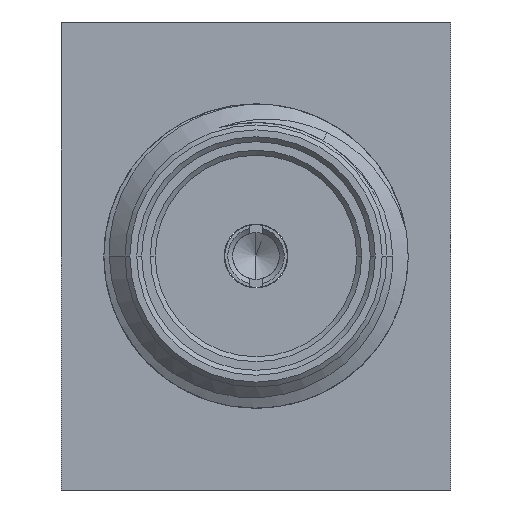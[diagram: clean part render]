
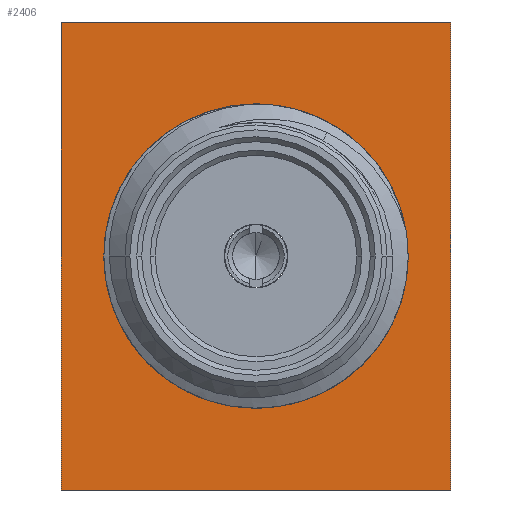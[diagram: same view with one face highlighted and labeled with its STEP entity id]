
A CAD part, left-side view. The second image highlights one B-rep face of the part: STEP entity #2406.
In plain terms, the highlighted planar face has unit normal (-1, 0, 0).
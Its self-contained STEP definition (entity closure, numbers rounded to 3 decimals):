
#277=DIRECTION('',(0.,0.,-1.));
#278=VECTOR('',#277,9.52);
#279=CARTESIAN_POINT('',(-1.25,3.96,4.76));
#280=LINE('',#279,#278);
#281=DIRECTION('',(0.,1.,0.));
#282=VECTOR('',#281,7.92);
#283=CARTESIAN_POINT('',(-1.25,-3.96,4.76));
#284=LINE('',#283,#282);
#285=DIRECTION('',(0.,0.,1.));
#286=VECTOR('',#285,9.52);
#287=CARTESIAN_POINT('',(-1.25,-3.96,-4.76));
#288=LINE('',#287,#286);
#289=DIRECTION('',(0.,-1.,0.));
#290=VECTOR('',#289,7.92);
#291=CARTESIAN_POINT('',(-1.25,3.96,-4.76));
#292=LINE('',#291,#290);
#345=CARTESIAN_POINT('',(-1.25,0.,0.));
#346=DIRECTION('',(1.,0.,0.));
#347=DIRECTION('',(0.,1.,0.));
#348=AXIS2_PLACEMENT_3D('',#345,#346,#347);
#460=CARTESIAN_POINT('',(-1.25,0.,0.));
#461=DIRECTION('',(-1.,0.,0.));
#462=DIRECTION('',(0.,1.,0.));
#463=AXIS2_PLACEMENT_3D('',#460,#461,#462);
#1783=CARTESIAN_POINT('',(-1.25,2.45,0.));
#1784=CARTESIAN_POINT('',(-1.25,-2.45,0.));
#1785=VERTEX_POINT('',#1783);
#1786=VERTEX_POINT('',#1784);
#1799=CARTESIAN_POINT('',(-1.25,3.96,4.76));
#1800=CARTESIAN_POINT('',(-1.25,3.96,-4.76));
#1801=VERTEX_POINT('',#1799);
#1802=VERTEX_POINT('',#1800);
#1803=CARTESIAN_POINT('',(-1.25,-3.96,-4.76));
#1804=VERTEX_POINT('',#1803);
#1805=CARTESIAN_POINT('',(-1.25,-3.96,4.76));
#1806=VERTEX_POINT('',#1805);
#2388=CARTESIAN_POINT('',(-1.25,0.,0.));
#2389=DIRECTION('',(-1.,0.,0.));
#2390=DIRECTION('',(0.,1.,0.));
#2391=AXIS2_PLACEMENT_3D('',#2388,#2389,#2390);
#2392=PLANE('',#2391);
#2393=ORIENTED_EDGE('',*,*,#2383,.F.);
#2394=ORIENTED_EDGE('',*,*,#2097,.F.);
#2396=ORIENTED_EDGE('',*,*,#2395,.F.);
#2397=ORIENTED_EDGE('',*,*,#2326,.F.);
#2398=EDGE_LOOP('',(#2393,#2394,#2396,#2397));
#2399=FACE_OUTER_BOUND('',#2398,.F.);
#2401=ORIENTED_EDGE('',*,*,#2400,.F.);
#2403=ORIENTED_EDGE('',*,*,#2402,.T.);
#2404=EDGE_LOOP('',(#2401,#2403));
#2405=FACE_BOUND('',#2404,.F.);
#349=CIRCLE('',#348,2.45);
#464=CIRCLE('',#463,2.45);
#2097=EDGE_CURVE('',#1806,#1801,#284,.T.);
#2326=EDGE_CURVE('',#1802,#1804,#292,.T.);
#2383=EDGE_CURVE('',#1801,#1802,#280,.T.);
#2395=EDGE_CURVE('',#1804,#1806,#288,.T.);
#2400=EDGE_CURVE('',#1785,#1786,#349,.T.);
#2402=EDGE_CURVE('',#1785,#1786,#464,.T.);
#2406=ADVANCED_FACE('',(#2399,#2405),#2392,.T.);
